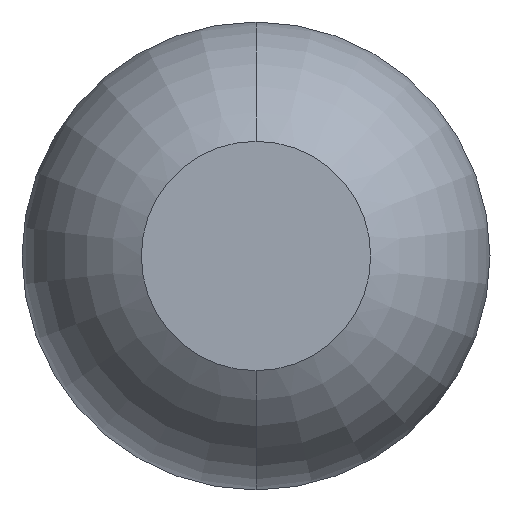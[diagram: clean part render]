
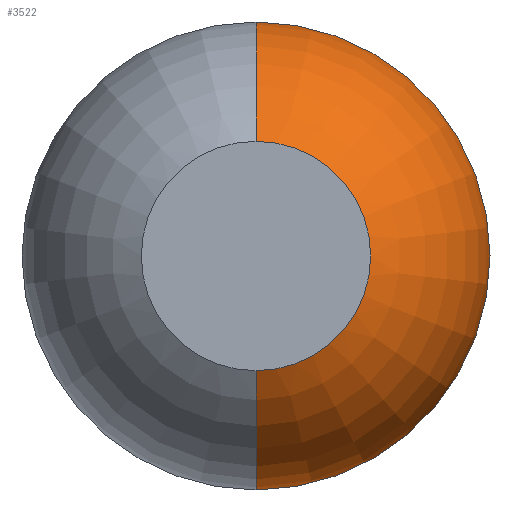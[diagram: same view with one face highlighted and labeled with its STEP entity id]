
A CAD part, front view. The second image highlights one B-rep face of the part: STEP entity #3522.
In plain terms, the highlighted toroidal (fillet/blend) face has major radius 0.01 mm and minor radius 0.5 mm.
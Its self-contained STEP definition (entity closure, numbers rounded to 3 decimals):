
#5 = AXIS2_PLACEMENT_3D ( 'NONE', #2478, #344, #926 ) ;
#56 = ORIENTED_EDGE ( 'NONE', *, *, #3420, .F. ) ;
#103 = DIRECTION ( 'NONE',  ( 0., 0., 1. ) ) ;
#154 = CARTESIAN_POINT ( 'NONE',  ( 0., -29.961, 0.51 ) ) ;
#217 = TOROIDAL_SURFACE ( 'NONE', #3384, 0.01, 0.5 ) ;
#344 = DIRECTION ( 'NONE',  ( 0., 1., 0. ) ) ;
#619 = VERTEX_POINT ( 'NONE', #3432 ) ;
#652 = ORIENTED_EDGE ( 'NONE', *, *, #3844, .T. ) ;
#684 = CARTESIAN_POINT ( 'NONE',  ( 0., -30.4, 0.25 ) ) ;
#833 = ORIENTED_EDGE ( 'NONE', *, *, #1815, .F. ) ;
#926 = DIRECTION ( 'NONE',  ( 0., 0., 1. ) ) ;
#1021 = CARTESIAN_POINT ( 'NONE',  ( 0., -30.4, -0.25 ) ) ;
#1111 = VERTEX_POINT ( 'NONE', #1021 ) ;
#1242 = CIRCLE ( 'NONE', #3076, 0.5 ) ;
#1244 = CARTESIAN_POINT ( 'NONE',  ( 0., -30.4, 0. ) ) ;
#1270 = ORIENTED_EDGE ( 'NONE', *, *, #2471, .F. ) ;
#1569 = DIRECTION ( 'NONE',  ( 0., 0., -1. ) ) ;
#1602 = FACE_OUTER_BOUND ( 'NONE', #2965, .T. ) ;
#1810 = CIRCLE ( 'NONE', #5, 0.51 ) ;
#1815 = EDGE_CURVE ( 'Defeature ausgef�hrt1_12+Defeature ausgef�hrt1_5+Defeature ausgef�hrt1_5+Defeature ausgef�hrt1_5', #1111, #2767, #1952, .T. ) ;
#1894 = DIRECTION ( 'NONE',  ( -1., 0., 0. ) ) ;
#1952 = CIRCLE ( 'NONE', #2029, 0.25 ) ;
#2029 = AXIS2_PLACEMENT_3D ( 'NONE', #1244, #3401, #1569 ) ;
#2466 = CARTESIAN_POINT ( 'NONE',  ( 0., -29.961, -0.01 ) ) ;
#2471 = EDGE_CURVE ( 'NONE', #2767, #3118, #1242, .T. ) ;
#2478 = CARTESIAN_POINT ( 'NONE',  ( 0., -29.961, 0. ) ) ;
#2742 = DIRECTION ( 'NONE',  ( 1., 0., 0. ) ) ;
#2767 = VERTEX_POINT ( 'NONE', #684 ) ;
#2818 = DIRECTION ( 'NONE',  ( 0., 0., 1. ) ) ;
#2965 = EDGE_LOOP ( 'NONE', ( #833, #652, #56, #1270 ) ) ;
#3076 = AXIS2_PLACEMENT_3D ( 'NONE', #3387, #1894, #103 ) ;
#3118 = VERTEX_POINT ( 'NONE', #154 ) ;
#3378 = CARTESIAN_POINT ( 'NONE',  ( 0., -29.961, 0. ) ) ;
#3384 = AXIS2_PLACEMENT_3D ( 'NONE', #3378, #3673, #2818 ) ;
#3387 = CARTESIAN_POINT ( 'NONE',  ( 0., -29.961, 0.01 ) ) ;
#3398 = CIRCLE ( 'NONE', #3605, 0.5 ) ;
#3401 = DIRECTION ( 'NONE',  ( 0., -1., 0. ) ) ;
#3420 = EDGE_CURVE ( 'Defeature ausgef�hrt1_6+Defeature ausgef�hrt1_5+Defeature ausgef�hrt1_5+Defeature ausgef�hrt1_5', #3118, #619, #1810, .T. ) ;
#3432 = CARTESIAN_POINT ( 'NONE',  ( 0., -29.961, -0.51 ) ) ;
#3522 = ADVANCED_FACE ( 'Defeature ausgef�hrt1_5', ( #1602 ), #217, .T. ) ;
#3605 = AXIS2_PLACEMENT_3D ( 'NONE', #2466, #2742, #3634 ) ;
#3634 = DIRECTION ( 'NONE',  ( 0., 0., -1. ) ) ;
#3673 = DIRECTION ( 'NONE',  ( 0., 1., 0. ) ) ;
#3844 = EDGE_CURVE ( 'NONE', #1111, #619, #3398, .T. ) ;
